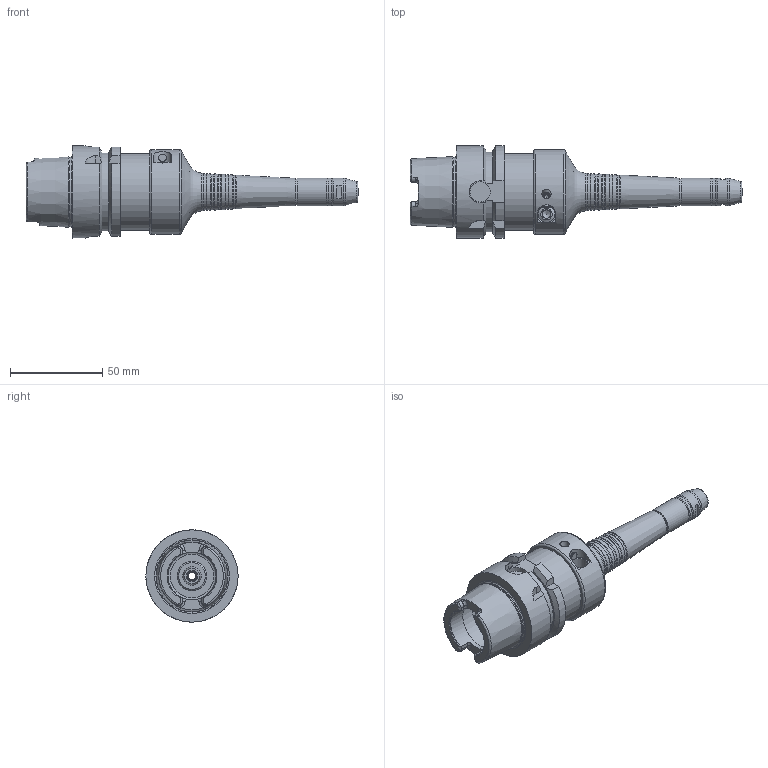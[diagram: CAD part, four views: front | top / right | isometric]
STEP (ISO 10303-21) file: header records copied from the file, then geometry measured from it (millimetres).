
FILE_DESCRIPTION((''),'2;1');
FILE_NAME('577014604155 HSK50A-PHC04SB-155-NC-3D.stp','2022-12-02T15:22:38',('nttooll'),(''),'Autodesk Inventor 2012','Autodesk Inventor 2012','');
FILE_SCHEMA(('AUTOMOTIVE_DESIGN { 1 0 10303 214 1 1 1 1 }'));
Length unit declared in the file: millimetre
Products named in the file (1): 577014604155 HSK50A-PHC04SB-155-NC-3D
Bounding box: 180 x 50 x 50 mm (x, y, z)
Volume: 122606.3 mm3; surface area: 28986.8 mm2
Topology: 1 solids, 1 shells, 231 faces, 540 edges, 331 vertices
Faces by surface type: plane 74, cylinder 67, cone 65, torus 24, bspline 1
Full cylindrical faces by diameter (mm): 0.7 x2, 2.309 x2, 4 x3, 4.1 x1, 4.5 x1, 4.619 x2, 5 x3, 5.2 x1, 5.5 x1, 6.4 x1, 6.5 x1, 9 x2, 9.5 x1, 10 x2, 11 x1, 15 x3, 16 x1, 26 x1, 26.6 x1, 32 x1, 37.9 x1, 41.5 x1, 45.8 x1, 50 x1
Entity records: 6398 total; most frequent: CARTESIAN_POINT 1541, DIRECTION 1048, ORIENTED_EDGE 854, AXIS2_PLACEMENT_3D 453, EDGE_CURVE 427, EDGE_LOOP 356, VERTEX_POINT 317, FACE_OUTER_BOUND 231
